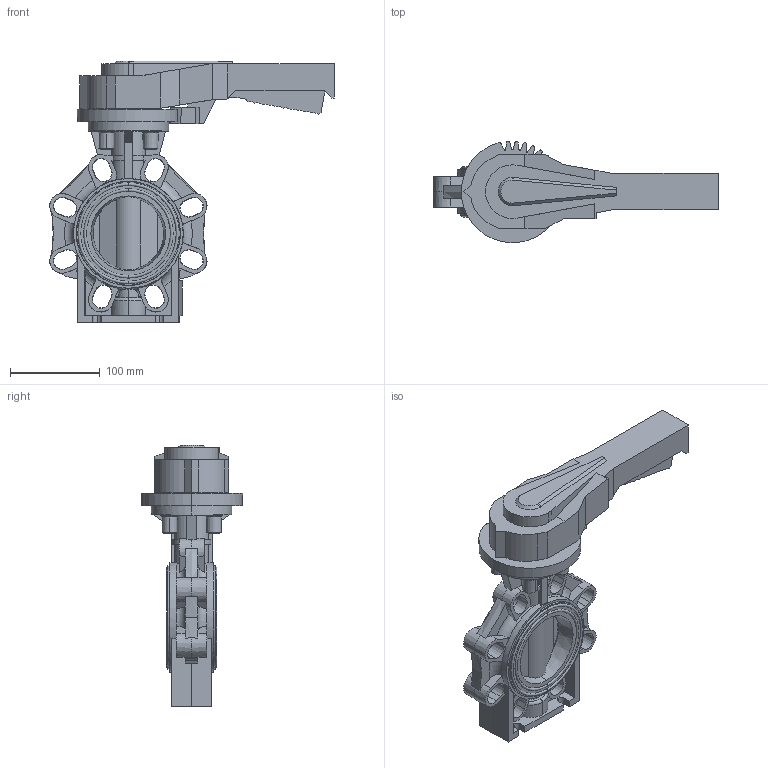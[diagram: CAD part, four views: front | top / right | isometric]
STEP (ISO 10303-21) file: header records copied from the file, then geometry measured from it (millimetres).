
FILE_DESCRIPTION(('STEP AP214'),'1');
FILE_NAME('cctmp_4F7FB2BA-2694-4379-88E1-68C4AF2EFAE5_2021_10_25_13_35_25_0065..stp','2021-10-25T11:35:25',('Praher Valves GmbH'),('CADClick - www.CADClick.com'),'Spatial InterOp 3D',' ','unknown authorization');
FILE_SCHEMA(('AUTOMOTIVE_DESIGN'));
Length unit declared in the file: millimetre
Products named in the file (3): cc_unnamed; 125881_1; 125881
Assembly tree (2 placements, depth 2):
  cc_unnamed
    125881_1
    125881
Bounding box: 317.98 x 113.22 x 292.5 mm (x, y, z)
Volume: 1659451.2 mm3; surface area: 245470.3 mm2
Topology: 6 solids, 12 shells, 686 faces, 1840 edges, 1202 vertices
Faces by surface type: plane 365, cone 142, cylinder 135, torus 44
Entity records: 27626 total; most frequent: CARTESIAN_POINT 4445, DIRECTION 3782, ORIENTED_EDGE 3680, EDGE_CURVE 1840, AXIS2_PLACEMENT_3D 1373, VERTEX_POINT 1202, LINE 1036, VECTOR 1036
